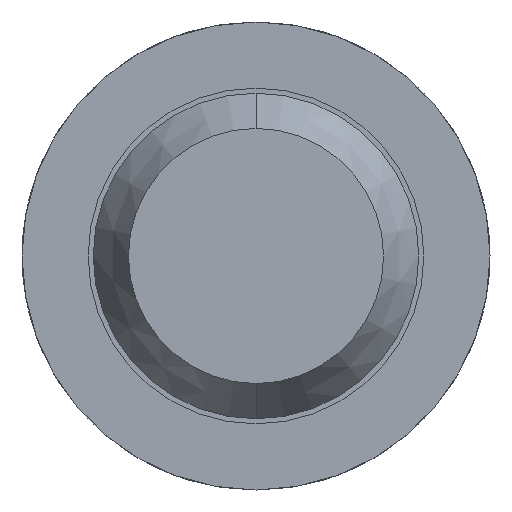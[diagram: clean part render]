
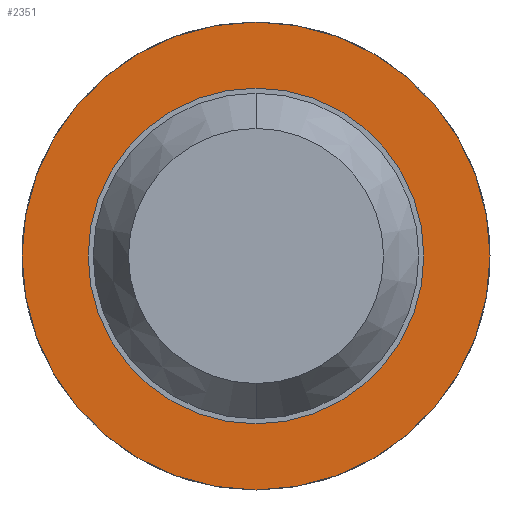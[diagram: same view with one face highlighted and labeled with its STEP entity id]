
A CAD part, front view. The second image highlights one B-rep face of the part: STEP entity #2351.
In plain terms, the highlighted planar face has unit normal (0, -1, 0).
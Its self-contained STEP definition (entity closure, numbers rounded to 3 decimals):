
#9 = EDGE_CURVE ( 'Defeature ausgef�hrt2_10+Defeature ausgef�hrt2_14+Defeature ausgef�hrt2_14+Defeature ausgef�hrt2_14', #453, #2634, #1969, .T. ) ;
#116 = VERTEX_POINT ( 'NONE', #3579 ) ;
#215 = CARTESIAN_POINT ( 'NONE',  ( 0., -1.7, 1.15 ) ) ;
#300 = DIRECTION ( 'NONE',  ( 0., 1., 0. ) ) ;
#393 = EDGE_LOOP ( 'NONE', ( #2051, #2648 ) ) ;
#453 = VERTEX_POINT ( 'NONE', #2881 ) ;
#557 = CIRCLE ( 'NONE', #2895, 0.825 ) ;
#666 = DIRECTION ( 'NONE',  ( 0., 1., 0. ) ) ;
#801 = AXIS2_PLACEMENT_3D ( 'NONE', #3581, #1699, #2057 ) ;
#836 = EDGE_CURVE ( 'Defeature ausgef�hrt2_14+Defeature ausgef�hrt2_13+Defeature ausgef�hrt2_13+Defeature ausgef�hrt2_13', #2444, #116, #2600, .T. ) ;
#917 = DIRECTION ( 'NONE',  ( 0., 1., 0. ) ) ;
#959 = CARTESIAN_POINT ( 'NONE',  ( 0., -1.7, 0. ) ) ;
#1116 = ORIENTED_EDGE ( 'NONE', *, *, #9, .F. ) ;
#1571 = EDGE_LOOP ( 'NONE', ( #2058, #1116 ) ) ;
#1572 = FACE_OUTER_BOUND ( 'NONE', #1571, .T. ) ;
#1699 = DIRECTION ( 'NONE',  ( 0., 1., 0. ) ) ;
#1906 = CARTESIAN_POINT ( 'NONE',  ( 0., -1.7, 0.825 ) ) ;
#1908 = CIRCLE ( 'NONE', #2171, 1.15 ) ;
#1924 = PLANE ( 'NONE',  #3613 ) ;
#1969 = CIRCLE ( 'NONE', #2502, 1.15 ) ;
#2051 = ORIENTED_EDGE ( 'NONE', *, *, #836, .T. ) ;
#2057 = DIRECTION ( 'NONE',  ( 0., 0., 1. ) ) ;
#2058 = ORIENTED_EDGE ( 'NONE', *, *, #2811, .F. ) ;
#2171 = AXIS2_PLACEMENT_3D ( 'NONE', #2914, #917, #2195 ) ;
#2195 = DIRECTION ( 'NONE',  ( 0., 0., 1. ) ) ;
#2264 = CARTESIAN_POINT ( 'NONE',  ( 0.825, -1.7, 0. ) ) ;
#2296 = DIRECTION ( 'NONE',  ( 0., 0., 1. ) ) ;
#2351 = ADVANCED_FACE ( 'Defeature ausgef�hrt2_14', ( #1572, #3551 ), #1924, .F. ) ;
#2415 = EDGE_CURVE ( 'Defeature ausgef�hrt2_14+Defeature ausgef�hrt2_13+Defeature ausgef�hrt2_13+Defeature ausgef�hrt2_13', #116, #2444, #557, .T. ) ;
#2444 = VERTEX_POINT ( 'NONE', #1906 ) ;
#2502 = AXIS2_PLACEMENT_3D ( 'NONE', #2535, #300, #3114 ) ;
#2535 = CARTESIAN_POINT ( 'NONE',  ( 0., -1.7, 0. ) ) ;
#2600 = CIRCLE ( 'NONE', #801, 0.825 ) ;
#2634 = VERTEX_POINT ( 'NONE', #215 ) ;
#2648 = ORIENTED_EDGE ( 'NONE', *, *, #2415, .T. ) ;
#2811 = EDGE_CURVE ( 'Defeature ausgef�hrt2_10+Defeature ausgef�hrt2_14+Defeature ausgef�hrt2_14+Defeature ausgef�hrt2_14', #2634, #453, #1908, .T. ) ;
#2881 = CARTESIAN_POINT ( 'NONE',  ( 0., -1.7, -1.15 ) ) ;
#2895 = AXIS2_PLACEMENT_3D ( 'NONE', #959, #3848, #2296 ) ;
#2914 = CARTESIAN_POINT ( 'NONE',  ( 0., -1.7, 0. ) ) ;
#3114 = DIRECTION ( 'NONE',  ( 0., 0., 1. ) ) ;
#3551 = FACE_BOUND ( 'NONE', #393, .T. ) ;
#3579 = CARTESIAN_POINT ( 'NONE',  ( 0., -1.7, -0.825 ) ) ;
#3581 = CARTESIAN_POINT ( 'NONE',  ( 0., -1.7, 0. ) ) ;
#3613 = AXIS2_PLACEMENT_3D ( 'NONE', #2264, #666, #3804 ) ;
#3804 = DIRECTION ( 'NONE',  ( 0., 0., 1. ) ) ;
#3848 = DIRECTION ( 'NONE',  ( 0., 1., 0. ) ) ;
